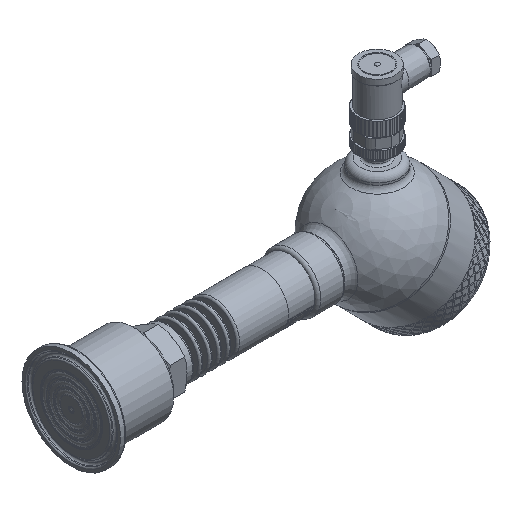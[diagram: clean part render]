
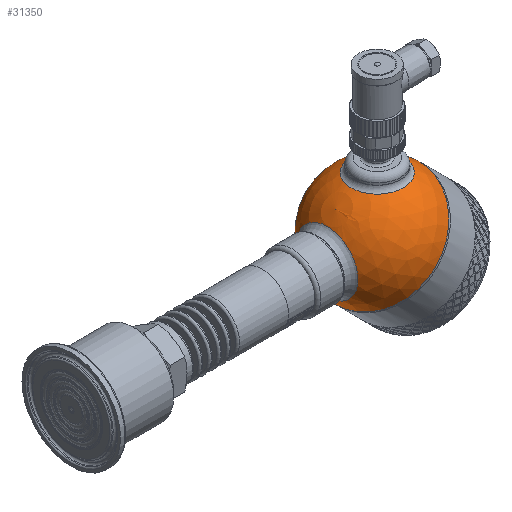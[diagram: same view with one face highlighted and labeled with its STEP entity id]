
A CAD part, isometric view. The second image highlights one B-rep face of the part: STEP entity #31350.
In plain terms, the highlighted spherical face has radius 30 mm.
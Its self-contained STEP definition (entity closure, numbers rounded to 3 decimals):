
#49=SPHERICAL_SURFACE('',#32883,30.);
#1335=FACE_BOUND('',#5479,.T.);
#1336=FACE_BOUND('',#5480,.T.);
#3336=FACE_OUTER_BOUND('',#5478,.T.);
#5478=EDGE_LOOP('',(#27518,#27519,#27520,#27521));
#5479=EDGE_LOOP('',(#27522));
#5480=EDGE_LOOP('',(#27523));
#6317=CIRCLE('',#32880,15.643);
#6320=CIRCLE('',#32884,30.);
#6321=CIRCLE('',#32885,30.);
#6322=CIRCLE('',#32886,30.);
#6323=CIRCLE('',#32887,13.5);
#14263=VERTEX_POINT('',#77888);
#14265=VERTEX_POINT('',#77894);
#14266=VERTEX_POINT('',#77895);
#14267=VERTEX_POINT('',#77897);
#14268=VERTEX_POINT('',#77900);
#18775=EDGE_CURVE('',#14263,#14263,#6317,.T.);
#18778=EDGE_CURVE('',#14265,#14266,#6320,.T.);
#18779=EDGE_CURVE('',#14265,#14267,#6321,.T.);
#18780=EDGE_CURVE('',#14266,#14265,#6322,.T.);
#18781=EDGE_CURVE('',#14268,#14268,#6323,.T.);
#27518=ORIENTED_EDGE('',*,*,#18778,.F.);
#27519=ORIENTED_EDGE('',*,*,#18779,.T.);
#27520=ORIENTED_EDGE('',*,*,#18779,.F.);
#27521=ORIENTED_EDGE('',*,*,#18780,.F.);
#27522=ORIENTED_EDGE('',*,*,#18775,.F.);
#27523=ORIENTED_EDGE('',*,*,#18781,.F.);
#31350=ADVANCED_FACE('',(#3336,#1335,#1336),#49,.T.);
#32880=AXIS2_PLACEMENT_3D('',#77889,#36699,#36700);
#32883=AXIS2_PLACEMENT_3D('',#77893,#36705,#36706);
#32884=AXIS2_PLACEMENT_3D('',#77896,#36707,#36708);
#32885=AXIS2_PLACEMENT_3D('',#77898,#36709,#36710);
#32886=AXIS2_PLACEMENT_3D('',#77899,#36711,#36712);
#32887=AXIS2_PLACEMENT_3D('',#77901,#36713,#36714);
#36699=DIRECTION('center_axis',(-0.707,0.,0.707));
#36700=DIRECTION('ref_axis',(0.707,0.,0.707));
#36705=DIRECTION('center_axis',(1.,0.,0.));
#36706=DIRECTION('ref_axis',(0.,-1.,0.));
#36707=DIRECTION('center_axis',(1.,0.,0.));
#36708=DIRECTION('ref_axis',(0.,1.,0.));
#36709=DIRECTION('center_axis',(0.,0.,1.));
#36710=DIRECTION('ref_axis',(0.,1.,0.));
#36711=DIRECTION('center_axis',(1.,0.,0.));
#36712=DIRECTION('ref_axis',(0.,1.,0.));
#36713=DIRECTION('center_axis',(-0.707,0.,-0.707));
#36714=DIRECTION('ref_axis',(-0.707,0.,0.707));
#77888=CARTESIAN_POINT('',(-29.162,0.,7.04));
#77889=CARTESIAN_POINT('Origin',(-18.101,0.,18.101));
#77893=CARTESIAN_POINT('Origin',(0.,0.,0.));
#77894=CARTESIAN_POINT('',(0.,30.,0.));
#77895=CARTESIAN_POINT('',(0.,-30.,0.));
#77896=CARTESIAN_POINT('Origin',(0.,0.,0.));
#77897=CARTESIAN_POINT('',(-30.,0.,0.));
#77898=CARTESIAN_POINT('Origin',(0.,0.,0.));
#77899=CARTESIAN_POINT('Origin',(0.,0.,0.));
#77900=CARTESIAN_POINT('',(-9.398,0.,-28.49));
#77901=CARTESIAN_POINT('Origin',(-18.944,0.,-18.944));
